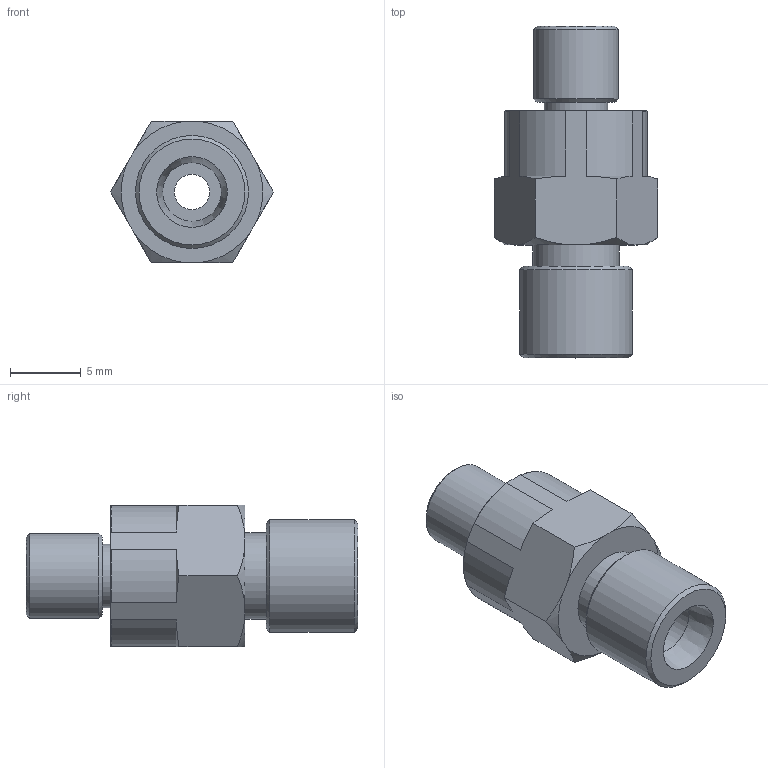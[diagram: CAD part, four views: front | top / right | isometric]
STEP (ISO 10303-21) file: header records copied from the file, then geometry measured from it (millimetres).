
FILE_DESCRIPTION (( 'STEP AP214' ), '1' );
FILE_NAME ('MET. 2001.STEP', '2019-07-11T08:06:56', ( '' ), ( '' ), 'SwSTEP 2.0', 'SolidWorks 2014', '' );
FILE_SCHEMA (( 'AUTOMOTIVE_DESIGN' ));
Length unit declared in the file: millimetre
Products named in the file (1): MET. 2001
Bounding box: 11.55 x 23.5 x 10 mm (x, y, z)
Volume: 1140.3 mm3; surface area: 1052.1 mm2
Topology: 1 solids, 1 shells, 50 faces, 122 edges, 80 vertices
Faces by surface type: cone 23, plane 14, cylinder 13
Full cylindrical faces by diameter (mm): 2.5 x1, 4.15 x1, 4.5 x1, 6 x1, 6.1 x1, 8 x1, 9 x1
Entity records: 1494 total; most frequent: CARTESIAN_POINT 359, DIRECTION 218, ORIENTED_EDGE 218, EDGE_CURVE 109, AXIS2_PLACEMENT_3D 94, VERTEX_POINT 79, EDGE_LOOP 70, FACE_OUTER_BOUND 57
